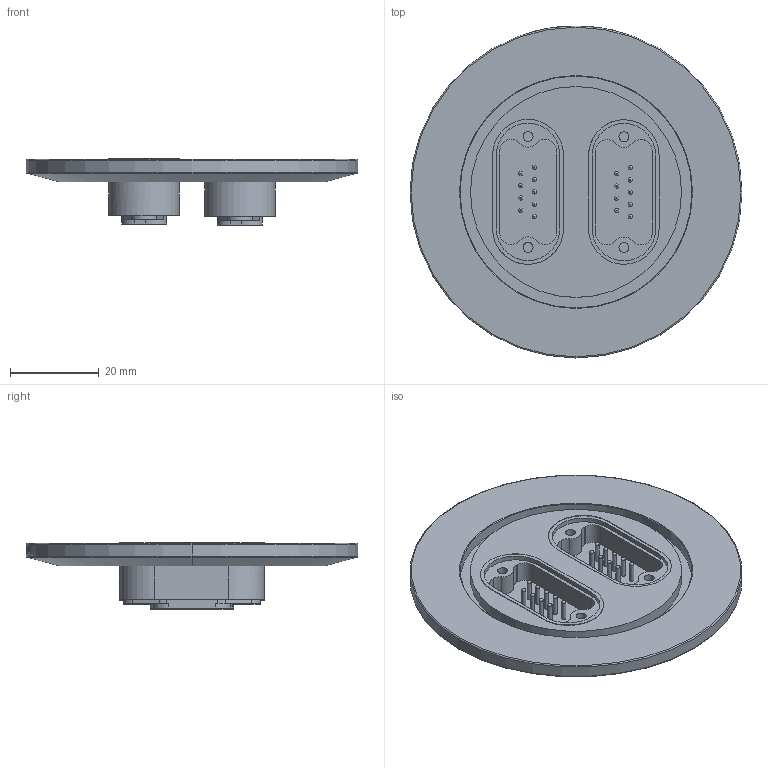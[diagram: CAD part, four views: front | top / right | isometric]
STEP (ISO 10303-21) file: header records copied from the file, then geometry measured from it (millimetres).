
FILE_DESCRIPTION(/* description */ ('Alibre Inc.'),/* implementation_level */ '2;1');
FILE_NAME(/* name */ 'export0',/* time_stamp */ '2009-06-18T13:43:52-07:00',/* author */ (''),/* organization */ (''),/* preprocessor_version */ 'ST-DEVELOPER v10',/* originating_system */ 'Alibre',/* authorisation */ '');
FILE_SCHEMA (('CONFIG_CONTROL_DESIGN'));
Length unit declared in the file: centimetre
Products named in the file (1): ID_1
Bounding box: 74.93 x 74.93 x 14.96 mm (x, y, z)
Volume: 22527.6 mm3; surface area: 14374.3 mm2
Topology: 1 solids, 1 shells, 549 faces, 1388 edges, 923 vertices
Faces by surface type: plane 226, cylinder 140, bspline 138, torus 40, cone 4, sphere 1
Full cylindrical faces by diameter (mm): 0.94 x36, 2.261 x8
Entity records: 35769 total; most frequent: CARTESIAN_POINT 24363, ORIENTED_EDGE 2536, DIRECTION 1697, EDGE_CURVE 1268, VERTEX_POINT 883, AXIS2_PLACEMENT_3D 784, EDGE_LOOP 715, FACE_BOUND 715
